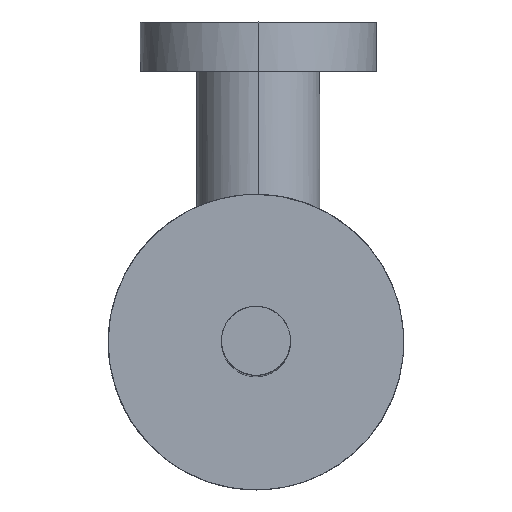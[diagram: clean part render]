
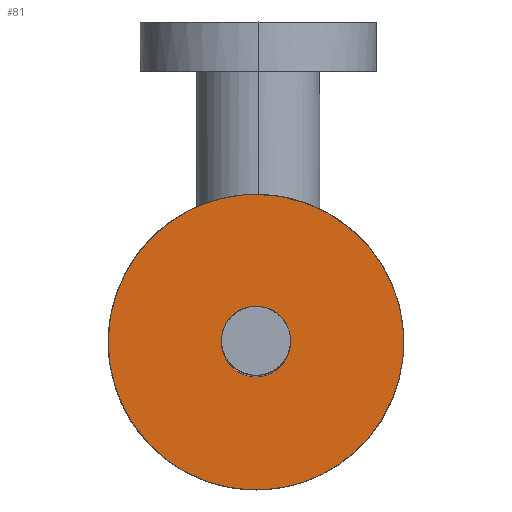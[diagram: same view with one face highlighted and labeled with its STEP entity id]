
A CAD part, top view. The second image highlights one B-rep face of the part: STEP entity #81.
In plain terms, the highlighted free-form (B-spline) face has degree [1, 1] with [2, 2] control points.
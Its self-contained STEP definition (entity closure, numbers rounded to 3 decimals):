
#12=FACE_BOUND('',#139,.T.);
#14=B_SPLINE_SURFACE_WITH_KNOTS('',1,1,((#1029,#1030),(#1031,#1032)),
 .UNSPECIFIED.,.F.,.F.,.F.,(2,2),(2,2),(0.,1.),(0.,1.),.UNSPECIFIED.);
#81=ADVANCED_FACE('',(#109,#12),#14,.T.);
#109=FACE_OUTER_BOUND('',#138,.T.);
#138=EDGE_LOOP('',(#181));
#139=EDGE_LOOP('',(#182));
#181=ORIENTED_EDGE('',*,*,#612,.T.);
#182=ORIENTED_EDGE('',*,*,#613,.T.);
#272=PCURVE('',#14,#363);
#273=PCURVE('',#14,#364);
#363=DEFINITIONAL_REPRESENTATION('',(#454),#1840);
#364=DEFINITIONAL_REPRESENTATION('',(#455),#1840);
#454=B_SPLINE_CURVE_WITH_KNOTS('',2,(#1044,#1045,#1046,#1047,#1048,#1049,
#1050,#1051,#1052,#1053,#1054,#1055,#1056,#1057,#1058,#1059,#1060,#1061,
#1062,#1063,#1064,#1065,#1066,#1067,#1068,#1069,#1070,#1071,#1072,#1073,
#1074,#1075,#1076),.UNSPECIFIED.,.T.,.F.,(3,2,2,2,2,2,2,2,2,2,2,2,2,2,2,
2,3),(0.,0.393,0.785,1.178,1.571,
1.963,2.356,2.749,3.142,3.534,
3.927,4.32,4.712,5.105,5.498,
5.89,6.283),.UNSPECIFIED.);
#455=B_SPLINE_CURVE_WITH_KNOTS('',2,(#1086,#1087,#1088,#1089,#1090,#1091,
#1092,#1093,#1094,#1095,#1096,#1097,#1098,#1099,#1100,#1101,#1102),
 .UNSPECIFIED.,.T.,.F.,(3,2,2,2,2,2,2,2,3),(0.,0.785,1.571,
2.356,3.142,3.927,4.712,5.498,
6.283),.UNSPECIFIED.);
#541=SURFACE_CURVE('',#683,(#272),.PCURVE_S1.);
#542=SURFACE_CURVE('',#684,(#273),.PCURVE_S1.);
#612=EDGE_CURVE('',#750,#750,#541,.T.);
#613=EDGE_CURVE('',#751,#751,#542,.T.);
#683=(
BOUNDED_CURVE()
B_SPLINE_CURVE(2,(#1035,#1036,#1037,#1038,#1039,#1040,#1041,#1042,#1043),
 .UNSPECIFIED.,.T.,.F.)
B_SPLINE_CURVE_WITH_KNOTS((3,2,2,2,3),(0.,1.571,3.142,
4.712,6.283),.UNSPECIFIED.)
CURVE()
GEOMETRIC_REPRESENTATION_ITEM()
RATIONAL_B_SPLINE_CURVE((1.,0.707,1.,0.707,1.,0.707,
1.,0.707,1.))
REPRESENTATION_ITEM('')
);
#684=(
BOUNDED_CURVE()
B_SPLINE_CURVE(2,(#1077,#1078,#1079,#1080,#1081,#1082,#1083,#1084,#1085),
 .UNSPECIFIED.,.T.,.F.)
B_SPLINE_CURVE_WITH_KNOTS((3,2,2,2,3),(0.,1.571,3.142,
4.712,6.283),.UNSPECIFIED.)
CURVE()
GEOMETRIC_REPRESENTATION_ITEM()
RATIONAL_B_SPLINE_CURVE((1.,0.707,1.,0.707,1.,0.707,
1.,0.707,1.))
REPRESENTATION_ITEM('')
);
#750=VERTEX_POINT('',#1033);
#751=VERTEX_POINT('',#1034);
#1029=CARTESIAN_POINT('',(31.769,-47.376,-2.35));
#1030=CARTESIAN_POINT('',(-28.951,-47.376,-2.35));
#1031=CARTESIAN_POINT('',(31.769,13.344,-2.35));
#1032=CARTESIAN_POINT('',(-28.951,13.344,-2.35));
#1033=CARTESIAN_POINT('',(-28.591,-17.016,-2.35));
#1034=CARTESIAN_POINT('',(1.409,-10.016,-2.35));
#1035=CARTESIAN_POINT('',(-28.591,-17.016,-2.35));
#1036=CARTESIAN_POINT('',(-28.591,-47.016,-2.35));
#1037=CARTESIAN_POINT('',(1.409,-47.016,-2.35));
#1038=CARTESIAN_POINT('',(31.409,-47.016,-2.35));
#1039=CARTESIAN_POINT('',(31.409,-17.016,-2.35));
#1040=CARTESIAN_POINT('',(31.409,12.984,-2.35));
#1041=CARTESIAN_POINT('',(1.409,12.984,-2.35));
#1042=CARTESIAN_POINT('',(-28.591,12.984,-2.35));
#1043=CARTESIAN_POINT('',(-28.591,-17.016,-2.35));
#1044=CARTESIAN_POINT('',(0.5,0.994));
#1045=CARTESIAN_POINT('',(0.402,0.994));
#1046=CARTESIAN_POINT('',(0.311,0.956));
#1047=CARTESIAN_POINT('',(0.22,0.919));
#1048=CARTESIAN_POINT('',(0.151,0.849));
#1049=CARTESIAN_POINT('',(0.081,0.78));
#1050=CARTESIAN_POINT('',(0.044,0.689));
#1051=CARTESIAN_POINT('',(0.006,0.598));
#1052=CARTESIAN_POINT('',(0.006,0.5));
#1053=CARTESIAN_POINT('',(0.006,0.402));
#1054=CARTESIAN_POINT('',(0.044,0.311));
#1055=CARTESIAN_POINT('',(0.081,0.22));
#1056=CARTESIAN_POINT('',(0.151,0.151));
#1057=CARTESIAN_POINT('',(0.22,0.081));
#1058=CARTESIAN_POINT('',(0.311,0.044));
#1059=CARTESIAN_POINT('',(0.402,0.006));
#1060=CARTESIAN_POINT('',(0.5,0.006));
#1061=CARTESIAN_POINT('',(0.598,0.006));
#1062=CARTESIAN_POINT('',(0.689,0.044));
#1063=CARTESIAN_POINT('',(0.78,0.081));
#1064=CARTESIAN_POINT('',(0.849,0.151));
#1065=CARTESIAN_POINT('',(0.919,0.22));
#1066=CARTESIAN_POINT('',(0.956,0.311));
#1067=CARTESIAN_POINT('',(0.994,0.402));
#1068=CARTESIAN_POINT('',(0.994,0.5));
#1069=CARTESIAN_POINT('',(0.994,0.598));
#1070=CARTESIAN_POINT('',(0.956,0.689));
#1071=CARTESIAN_POINT('',(0.919,0.78));
#1072=CARTESIAN_POINT('',(0.849,0.849));
#1073=CARTESIAN_POINT('',(0.78,0.919));
#1074=CARTESIAN_POINT('',(0.689,0.956));
#1075=CARTESIAN_POINT('',(0.598,0.994));
#1076=CARTESIAN_POINT('',(0.5,0.994));
#1077=CARTESIAN_POINT('',(1.409,-10.016,-2.35));
#1078=CARTESIAN_POINT('',(8.409,-10.016,-2.35));
#1079=CARTESIAN_POINT('',(8.409,-17.016,-2.35));
#1080=CARTESIAN_POINT('',(8.409,-24.016,-2.35));
#1081=CARTESIAN_POINT('',(1.409,-24.016,-2.35));
#1082=CARTESIAN_POINT('',(-5.591,-24.016,-2.35));
#1083=CARTESIAN_POINT('',(-5.591,-17.016,-2.35));
#1084=CARTESIAN_POINT('',(-5.591,-10.016,-2.35));
#1085=CARTESIAN_POINT('',(1.409,-10.016,-2.35));
#1086=CARTESIAN_POINT('',(0.615,0.5));
#1087=CARTESIAN_POINT('',(0.615,0.452));
#1088=CARTESIAN_POINT('',(0.582,0.418));
#1089=CARTESIAN_POINT('',(0.548,0.385));
#1090=CARTESIAN_POINT('',(0.5,0.385));
#1091=CARTESIAN_POINT('',(0.452,0.385));
#1092=CARTESIAN_POINT('',(0.418,0.418));
#1093=CARTESIAN_POINT('',(0.385,0.452));
#1094=CARTESIAN_POINT('',(0.385,0.5));
#1095=CARTESIAN_POINT('',(0.385,0.548));
#1096=CARTESIAN_POINT('',(0.418,0.582));
#1097=CARTESIAN_POINT('',(0.452,0.615));
#1098=CARTESIAN_POINT('',(0.5,0.615));
#1099=CARTESIAN_POINT('',(0.548,0.615));
#1100=CARTESIAN_POINT('',(0.582,0.582));
#1101=CARTESIAN_POINT('',(0.615,0.548));
#1102=CARTESIAN_POINT('',(0.615,0.5));
#1840=(
GEOMETRIC_REPRESENTATION_CONTEXT(2)
PARAMETRIC_REPRESENTATION_CONTEXT()
REPRESENTATION_CONTEXT('pspace','')
);
